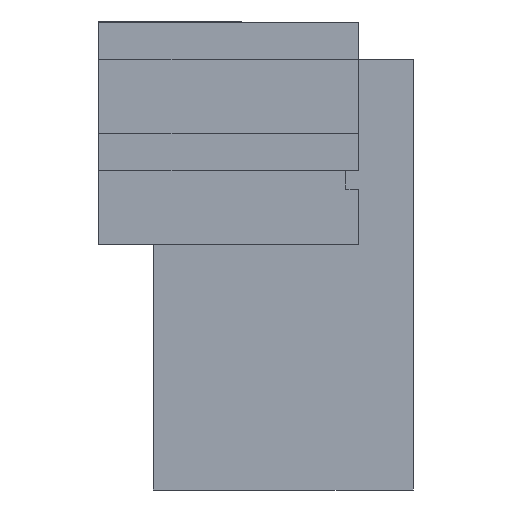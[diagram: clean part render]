
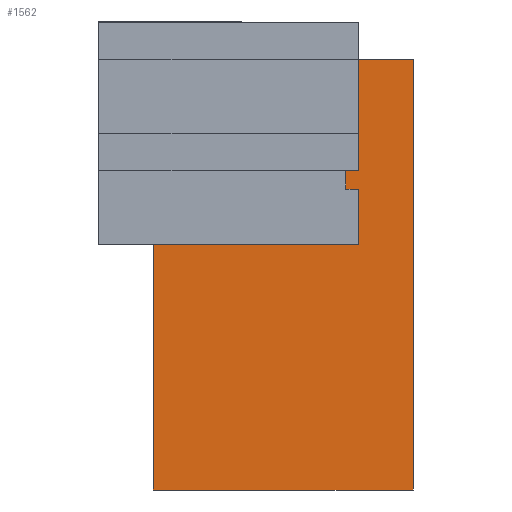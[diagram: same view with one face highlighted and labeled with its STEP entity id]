
A CAD part, left-side view. The second image highlights one B-rep face of the part: STEP entity #1562.
In plain terms, the highlighted planar face has unit normal (-1, 0, 0).
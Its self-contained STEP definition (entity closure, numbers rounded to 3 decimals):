
#145=PLANE('',#1754);
#231=FACE_OUTER_BOUND('',#356,.T.);
#356=EDGE_LOOP('',(#1397,#1398,#1399,#1400));
#484=LINE('',#2575,#623);
#492=LINE('',#2606,#631);
#497=LINE('',#2615,#636);
#498=LINE('',#2617,#637);
#623=VECTOR('',#2131,10.);
#631=VECTOR('',#2165,10.);
#636=VECTOR('',#2174,10.);
#637=VECTOR('',#2177,10.);
#820=VERTEX_POINT('',#2573);
#821=VERTEX_POINT('',#2574);
#831=VERTEX_POINT('',#2604);
#833=VERTEX_POINT('',#2613);
#1006=EDGE_CURVE('',#820,#821,#484,.T.);
#1020=EDGE_CURVE('',#831,#820,#492,.T.);
#1025=EDGE_CURVE('',#833,#821,#497,.T.);
#1026=EDGE_CURVE('',#831,#833,#498,.T.);
#1397=ORIENTED_EDGE('',*,*,#1026,.T.);
#1398=ORIENTED_EDGE('',*,*,#1025,.T.);
#1399=ORIENTED_EDGE('',*,*,#1006,.F.);
#1400=ORIENTED_EDGE('',*,*,#1020,.F.);
#1562=ADVANCED_FACE('',(#231),#145,.T.);
#1754=AXIS2_PLACEMENT_3D('',#2616,#2175,#2176);
#2131=DIRECTION('',(0.,1.,0.));
#2165=DIRECTION('',(0.,0.,-1.));
#2174=DIRECTION('',(0.,0.,-1.));
#2175=DIRECTION('center_axis',(-1.,0.,0.));
#2176=DIRECTION('ref_axis',(0.,1.,0.));
#2177=DIRECTION('',(0.,1.,0.));
#2573=CARTESIAN_POINT('',(214.826,-84.695,-116.));
#2574=CARTESIAN_POINT('',(214.826,-14.695,-116.));
#2575=CARTESIAN_POINT('',(214.826,-84.695,-116.));
#2604=CARTESIAN_POINT('',(214.826,-84.695,0.));
#2606=CARTESIAN_POINT('',(214.826,-84.695,0.));
#2613=CARTESIAN_POINT('',(214.826,-14.695,0.));
#2615=CARTESIAN_POINT('',(214.826,-14.695,0.));
#2616=CARTESIAN_POINT('Origin',(214.826,-84.695,0.));
#2617=CARTESIAN_POINT('',(214.826,-84.695,0.));
